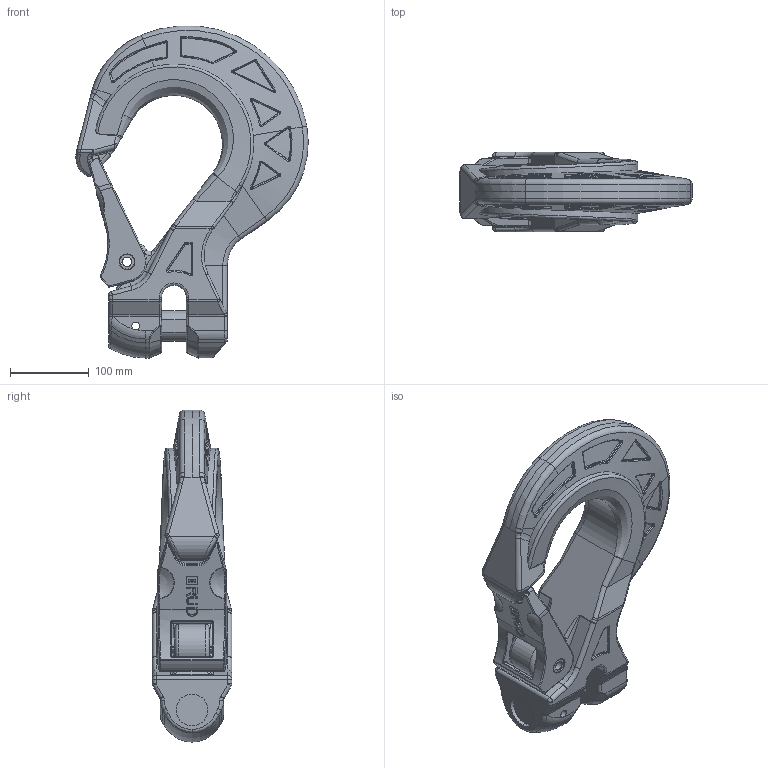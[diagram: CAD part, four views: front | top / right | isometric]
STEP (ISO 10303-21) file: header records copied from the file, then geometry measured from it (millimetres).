
FILE_DESCRIPTION((''),'2;1');
FILE_NAME('001-M34100-P-4_ASM','2011-05-03T',('Roland.Jakubetz'),(''),'PRO/ENGINEER BY PARAMETRIC TECHNOLOGY CORPORATION, 2010140','PRO/ENGINEER BY PARAMETRIC TECHNOLOGY CORPORATION, 2010140','');
FILE_SCHEMA(('CONFIG_CONTROL_DESIGN'));
Products named in the file (5): 001-M34100-P-3; 001-M34100-P-2_ASM; 001-M34100-P-5; 001-M31048-V91; 001-M34100-P-4_ASM
Assembly tree (4 placements, depth 3):
  001-M34100-P-4_ASM
    001-M34100-P-2_ASM
      001-M34100-P-3
    001-M34100-P-5
    001-M31048-V91
Bounding box: 294.32 x 100.9 x 420.36 mm (x, y, z)
Volume: 3846619.6 mm3; surface area: 295770.6 mm2
Topology: 3 solids, 3 shells, 1322 faces, 3203 edges, 1914 vertices
Faces by surface type: plane 477, cylinder 333, bspline 307, torus 81, sphere 78, cone 40, extrusion 6
Entity records: 54642 total; most frequent: CARTESIAN_POINT 26795, ORIENTED_EDGE 6406, DIRECTION 4913, EDGE_CURVE 3203, VERTEX_POINT 1914, AXIS2_PLACEMENT_3D 1904, EDGE_LOOP 1361, FACE_OUTER_BOUND 1322
